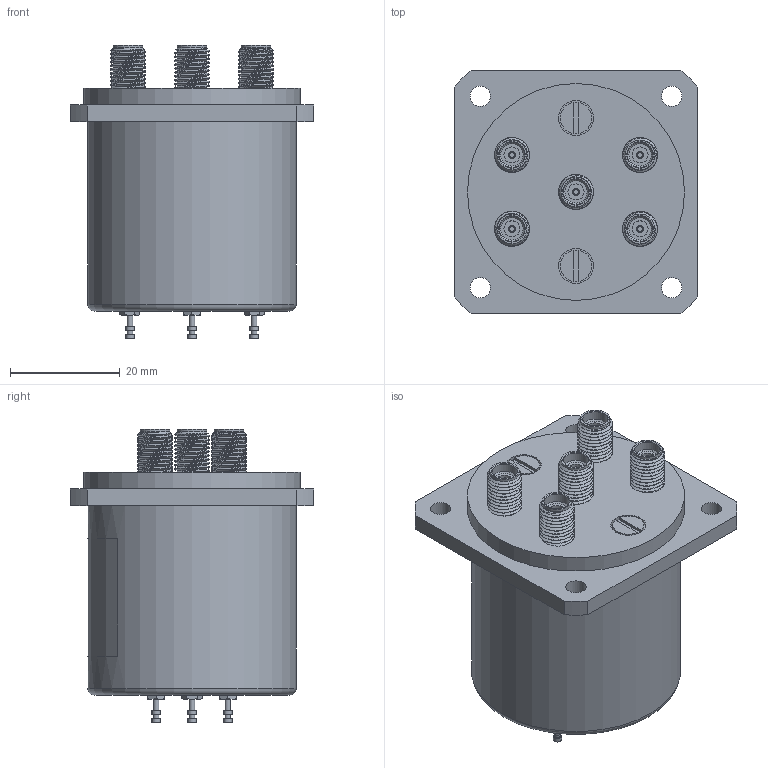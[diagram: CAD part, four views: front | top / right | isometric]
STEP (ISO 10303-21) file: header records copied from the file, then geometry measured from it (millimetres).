
FILE_DESCRIPTION (( 'STEP AP203' ), '1' );
FILE_NAME ('PE71S6134_3D.step', '2021-09-23T21:15:09', ( '' ), ( '' ), 'SwSTEP 2.0', 'SolidWorks 2021', '' );
FILE_SCHEMA (( 'CONFIG_CONTROL_DESIGN' ));
Length unit declared in the file: inch
Products named in the file (1): PE71S6134_3D
Bounding box: 44.45 x 44.45 x 53.59 mm (x, y, z)
Volume: 49739.5 mm3; surface area: 10709.3 mm2
Topology: 1 solids, 1 shells, 275 faces, 624 edges, 403 vertices
Faces by surface type: plane 139, cylinder 65, cone 55, bspline 15, torus 1
Full cylindrical faces by diameter (mm): 0.94 x5, 1.016 x10, 1.27 x5, 1.524 x10, 2.92 x5, 3.734 x4, 4.572 x5, 5.385 x5, 5.737 x2, 6.35 x2, 38.1 x1, 39.573 x1
Entity records: 16338 total; most frequent: CARTESIAN_POINT 10633, DIRECTION 1140, ORIENTED_EDGE 1058, EDGE_CURVE 529, AXIS2_PLACEMENT_3D 480, EDGE_LOOP 406, VERTEX_POINT 379, FACE_OUTER_BOUND 331
